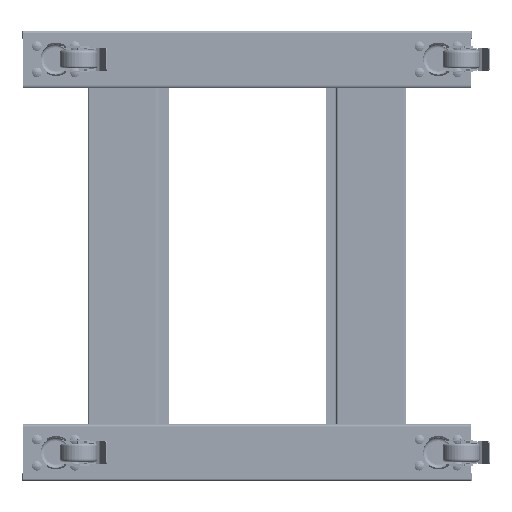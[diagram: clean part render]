
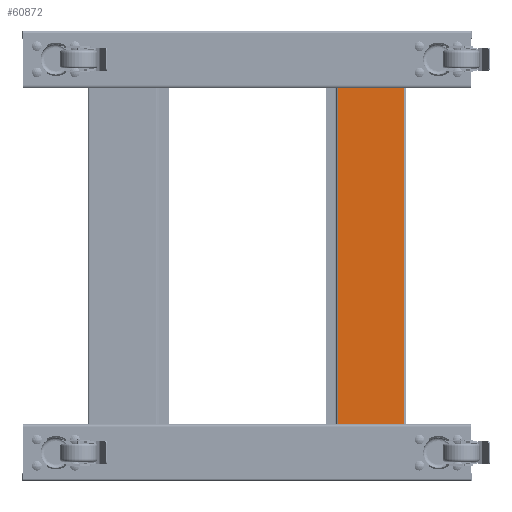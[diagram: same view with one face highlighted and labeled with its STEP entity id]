
A CAD part, front view. The second image highlights one B-rep face of the part: STEP entity #60872.
In plain terms, the highlighted planar face has unit normal (0, -1, 0).
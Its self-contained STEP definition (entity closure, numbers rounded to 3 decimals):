
#1349 = ORIENTED_EDGE ( 'NONE', *, *, #32841, .T. ) ;
#1470 = LINE ( 'NONE', #46963, #23618 ) ;
#1851 = FACE_BOUND ( 'NONE', #77742, .T. ) ;
#2901 = DIRECTION ( 'NONE',  ( 0., 0., 1. ) ) ;
#3522 = EDGE_CURVE ( 'NONE', #70705, #85220, #37791, .T. ) ;
#3540 = DIRECTION ( 'NONE',  ( 0., 1., 0. ) ) ;
#4197 = DIRECTION ( 'NONE',  ( 0., 1., 0. ) ) ;
#5742 = VECTOR ( 'NONE', #6352, 1000. ) ;
#6158 = DIRECTION ( 'NONE',  ( 0., 1., 0. ) ) ;
#6352 = DIRECTION ( 'NONE',  ( 1., 0., 0. ) ) ;
#8022 = ORIENTED_EDGE ( 'NONE', *, *, #57872, .T. ) ;
#8374 = CARTESIAN_POINT ( 'NONE',  ( -235., -1.4, -4.3 ) ) ;
#8983 = CARTESIAN_POINT ( 'NONE',  ( 259., -1.4, 2.5 ) ) ;
#9016 = ORIENTED_EDGE ( 'NONE', *, *, #11691, .T. ) ;
#9119 = CARTESIAN_POINT ( 'NONE',  ( -300., -1.4, -42.1 ) ) ;
#10387 = DIRECTION ( 'NONE',  ( 0., 0., 1. ) ) ;
#10700 = CIRCLE ( 'NONE', #49970, 0.5 ) ;
#11691 = EDGE_CURVE ( 'NONE', #24141, #68427, #10700, .T. ) ;
#11771 = FACE_BOUND ( 'NONE', #67740, .T. ) ;
#11964 = ORIENTED_EDGE ( 'NONE', *, *, #86931, .T. ) ;
#12617 = VERTEX_POINT ( 'NONE', #26042 ) ;
#15429 = DIRECTION ( 'NONE',  ( 0., 1., 0. ) ) ;
#16343 = DIRECTION ( 'NONE',  ( 0., 1., 0. ) ) ;
#17756 = DIRECTION ( 'NONE',  ( 0., 0., 1. ) ) ;
#18263 = LINE ( 'NONE', #89992, #51324 ) ;
#19418 = DIRECTION ( 'NONE',  ( -1., 0., 0. ) ) ;
#19889 = AXIS2_PLACEMENT_3D ( 'NONE', #84145, #6158, #41658 ) ;
#21142 = CARTESIAN_POINT ( 'NONE',  ( -300., -1.4, -42.1 ) ) ;
#22463 = AXIS2_PLACEMENT_3D ( 'NONE', #67295, #75253, #25958 ) ;
#23618 = VECTOR ( 'NONE', #89812, 1000. ) ;
#24141 = VERTEX_POINT ( 'NONE', #76119 ) ;
#24520 = CARTESIAN_POINT ( 'NONE',  ( -235., -1.4, 2. ) ) ;
#25958 = DIRECTION ( 'NONE',  ( 0., 0., 1. ) ) ;
#26042 = CARTESIAN_POINT ( 'NONE',  ( 300., -1.4, 46.1 ) ) ;
#27321 = CARTESIAN_POINT ( 'NONE',  ( -300., -1.4, 46.1 ) ) ;
#27636 = CARTESIAN_POINT ( 'NONE',  ( -259., -1.4, 1.5 ) ) ;
#29332 = CARTESIAN_POINT ( 'NONE',  ( 259., -1.4, 2. ) ) ;
#30426 = AXIS2_PLACEMENT_3D ( 'NONE', #39067, #4197, #10387 ) ;
#31592 = EDGE_LOOP ( 'NONE', ( #34280, #71607, #11964, #46791 ) ) ;
#32841 = EDGE_CURVE ( 'NONE', #68427, #24141, #39999, .T. ) ;
#32893 = ORIENTED_EDGE ( 'NONE', *, *, #86616, .T. ) ;
#33365 = CARTESIAN_POINT ( 'NONE',  ( 235., -1.4, 8.3 ) ) ;
#33382 = LINE ( 'NONE', #21142, #5742 ) ;
#33705 = EDGE_CURVE ( 'NONE', #70705, #34999, #33382, .T. ) ;
#34280 = ORIENTED_EDGE ( 'NONE', *, *, #33705, .T. ) ;
#34999 = VERTEX_POINT ( 'NONE', #56640 ) ;
#36967 = VERTEX_POINT ( 'NONE', #80182 ) ;
#37791 = LINE ( 'NONE', #90746, #52081 ) ;
#39067 = CARTESIAN_POINT ( 'NONE',  ( 235., -1.4, 2. ) ) ;
#39457 = EDGE_CURVE ( 'NONE', #12617, #34999, #1470, .T. ) ;
#39707 = EDGE_LOOP ( 'NONE', ( #57232, #73795 ) ) ;
#39999 = CIRCLE ( 'NONE', #19889, 0.5 ) ;
#40008 = AXIS2_PLACEMENT_3D ( 'NONE', #45778, #3540, #17756 ) ;
#41658 = DIRECTION ( 'NONE',  ( 0., 0., 1. ) ) ;
#42049 = DIRECTION ( 'NONE',  ( 0., 1., 0. ) ) ;
#42203 = DIRECTION ( 'NONE',  ( 0., 1., 0. ) ) ;
#43232 = VERTEX_POINT ( 'NONE', #75117 ) ;
#43554 = ORIENTED_EDGE ( 'NONE', *, *, #70897, .T. ) ;
#44424 = DIRECTION ( 'NONE',  ( 0., 0., 1. ) ) ;
#44836 = EDGE_LOOP ( 'NONE', ( #1349, #9016 ) ) ;
#45778 = CARTESIAN_POINT ( 'NONE',  ( -259., -1.4, 2. ) ) ;
#46791 = ORIENTED_EDGE ( 'NONE', *, *, #3522, .F. ) ;
#46867 = EDGE_CURVE ( 'NONE', #43232, #51825, #59494, .T. ) ;
#46963 = CARTESIAN_POINT ( 'NONE',  ( 300., -1.4, -45. ) ) ;
#49970 = AXIS2_PLACEMENT_3D ( 'NONE', #29332, #15429, #44424 ) ;
#50135 = DIRECTION ( 'NONE',  ( 0., 0., 1. ) ) ;
#50321 = FACE_BOUND ( 'NONE', #44836, .T. ) ;
#51108 = VERTEX_POINT ( 'NONE', #27636 ) ;
#51324 = VECTOR ( 'NONE', #19418, 1000. ) ;
#51825 = VERTEX_POINT ( 'NONE', #8374 ) ;
#52081 = VECTOR ( 'NONE', #55614, 1000. ) ;
#52432 = AXIS2_PLACEMENT_3D ( 'NONE', #24520, #87087, #2901 ) ;
#54482 = VERTEX_POINT ( 'NONE', #33365 ) ;
#55614 = DIRECTION ( 'NONE',  ( 0., 0., 1. ) ) ;
#56640 = CARTESIAN_POINT ( 'NONE',  ( 300., -1.4, -42.1 ) ) ;
#57232 = ORIENTED_EDGE ( 'NONE', *, *, #70137, .T. ) ;
#57872 = EDGE_CURVE ( 'NONE', #36967, #51108, #88339, .T. ) ;
#59494 = CIRCLE ( 'NONE', #52432, 6.3 ) ;
#60872 = ADVANCED_FACE ( 'NONE', ( #1851, #50321, #11771, #75690, #91154 ), #66996, .F. ) ;
#62672 = CARTESIAN_POINT ( 'NONE',  ( -259., -1.4, 2. ) ) ;
#63342 = AXIS2_PLACEMENT_3D ( 'NONE', #63420, #42203, #50135 ) ;
#63420 = CARTESIAN_POINT ( 'NONE',  ( -235., -1.4, 2. ) ) ;
#63454 = CIRCLE ( 'NONE', #63342, 6.3 ) ;
#66996 = PLANE ( 'NONE',  #22463 ) ;
#67295 = CARTESIAN_POINT ( 'NONE',  ( 0., -1.4, 0. ) ) ;
#67740 = EDGE_LOOP ( 'NONE', ( #77231, #32893 ) ) ;
#68427 = VERTEX_POINT ( 'NONE', #8983 ) ;
#70137 = EDGE_CURVE ( 'NONE', #54482, #82581, #71903, .T. ) ;
#70705 = VERTEX_POINT ( 'NONE', #9119 ) ;
#70897 = EDGE_CURVE ( 'NONE', #51108, #36967, #88246, .T. ) ;
#70960 = DIRECTION ( 'NONE',  ( 0., 0., 1. ) ) ;
#71607 = ORIENTED_EDGE ( 'NONE', *, *, #39457, .F. ) ;
#71903 = CIRCLE ( 'NONE', #91248, 6.3 ) ;
#73329 = CARTESIAN_POINT ( 'NONE',  ( 235., -1.4, 2. ) ) ;
#73795 = ORIENTED_EDGE ( 'NONE', *, *, #78706, .T. ) ;
#75117 = CARTESIAN_POINT ( 'NONE',  ( -235., -1.4, 8.3 ) ) ;
#75253 = DIRECTION ( 'NONE',  ( 0., 1., 0. ) ) ;
#75690 = FACE_BOUND ( 'NONE', #39707, .T. ) ;
#76027 = AXIS2_PLACEMENT_3D ( 'NONE', #62672, #42049, #70960 ) ;
#76119 = CARTESIAN_POINT ( 'NONE',  ( 259., -1.4, 1.5 ) ) ;
#77231 = ORIENTED_EDGE ( 'NONE', *, *, #46867, .T. ) ;
#77742 = EDGE_LOOP ( 'NONE', ( #8022, #43554 ) ) ;
#78156 = CIRCLE ( 'NONE', #30426, 6.3 ) ;
#78706 = EDGE_CURVE ( 'NONE', #82581, #54482, #78156, .T. ) ;
#79548 = DIRECTION ( 'NONE',  ( 0., 0., 1. ) ) ;
#80182 = CARTESIAN_POINT ( 'NONE',  ( -259., -1.4, 2.5 ) ) ;
#82581 = VERTEX_POINT ( 'NONE', #90590 ) ;
#84145 = CARTESIAN_POINT ( 'NONE',  ( 259., -1.4, 2. ) ) ;
#85220 = VERTEX_POINT ( 'NONE', #27321 ) ;
#86616 = EDGE_CURVE ( 'NONE', #51825, #43232, #63454, .T. ) ;
#86931 = EDGE_CURVE ( 'NONE', #12617, #85220, #18263, .T. ) ;
#87087 = DIRECTION ( 'NONE',  ( 0., 1., 0. ) ) ;
#88246 = CIRCLE ( 'NONE', #40008, 0.5 ) ;
#88339 = CIRCLE ( 'NONE', #76027, 0.5 ) ;
#89812 = DIRECTION ( 'NONE',  ( 0., 0., -1. ) ) ;
#89992 = CARTESIAN_POINT ( 'NONE',  ( 300., -1.4, 46.1 ) ) ;
#90590 = CARTESIAN_POINT ( 'NONE',  ( 235., -1.4, -4.3 ) ) ;
#90746 = CARTESIAN_POINT ( 'NONE',  ( -300., -1.4, -45. ) ) ;
#91154 = FACE_OUTER_BOUND ( 'NONE', #31592, .T. ) ;
#91248 = AXIS2_PLACEMENT_3D ( 'NONE', #73329, #16343, #79548 ) ;
